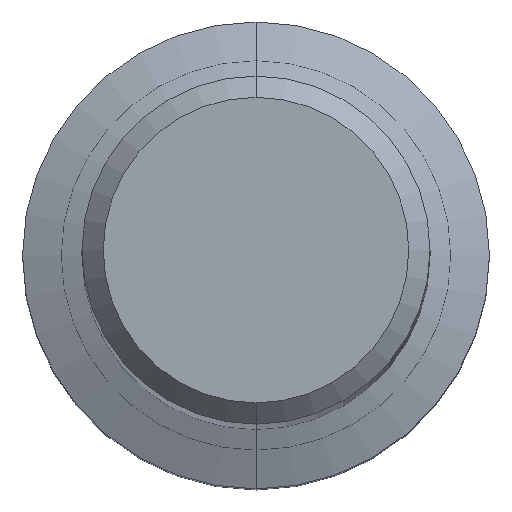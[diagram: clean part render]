
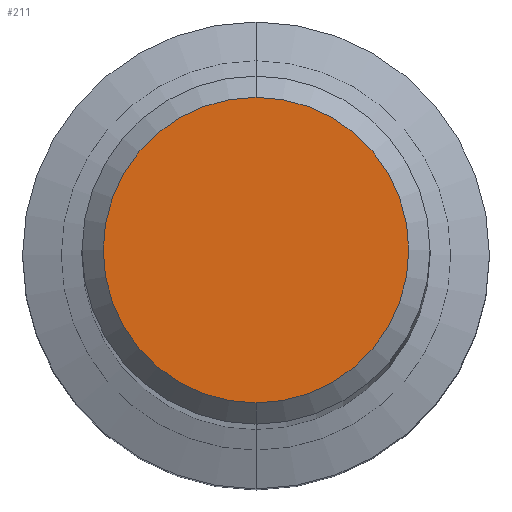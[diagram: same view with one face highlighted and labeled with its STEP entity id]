
A CAD part, top view. The second image highlights one B-rep face of the part: STEP entity #211.
In plain terms, the highlighted planar face has unit normal (0, 0, 1).
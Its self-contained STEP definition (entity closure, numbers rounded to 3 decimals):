
#211=ADVANCED_FACE('',(#566),#567,.T.);
#279=VERTEX_POINT('',#639);
#305=EDGE_CURVE('',#279,#353,#668,.T.);
#353=VERTEX_POINT('',#721);
#449=EDGE_CURVE('',#353,#279,#829,.T.);
#566=FACE_OUTER_BOUND('',#952,.T.);
#567=PLANE('',#953);
#639=CARTESIAN_POINT('',(0.,-3.6,0.0));
#668=CIRCLE('',#1159,3.6);
#721=CARTESIAN_POINT('',(0.0,3.6,0.0));
#829=CIRCLE('',#1488,3.6);
#952=EDGE_LOOP('',(#1657,#1658));
#953=AXIS2_PLACEMENT_3D('',#1659,#1660,#1661);
#1159=AXIS2_PLACEMENT_3D('',#1760,#1761,#1762);
#1488=AXIS2_PLACEMENT_3D('',#1959,#1960,#1961);
#1657=ORIENTED_EDGE('',*,*,#449,.F.);
#1658=ORIENTED_EDGE('',*,*,#305,.F.);
#1659=CARTESIAN_POINT('',(0.0,1.8,0.0));
#1660=DIRECTION('',(-0.0,0.0,1.0));
#1661=DIRECTION('',(0.0,-1.0,0.0));
#1760=CARTESIAN_POINT('',(0.0,0.0,0.0));
#1761=DIRECTION('',(0.0,0.0,-1.0));
#1762=DIRECTION('',(0.0,1.0,0.0));
#1959=CARTESIAN_POINT('',(0.0,0.0,0.0));
#1960=DIRECTION('',(0.0,0.0,-1.0));
#1961=DIRECTION('',(0.0,1.0,0.0));
